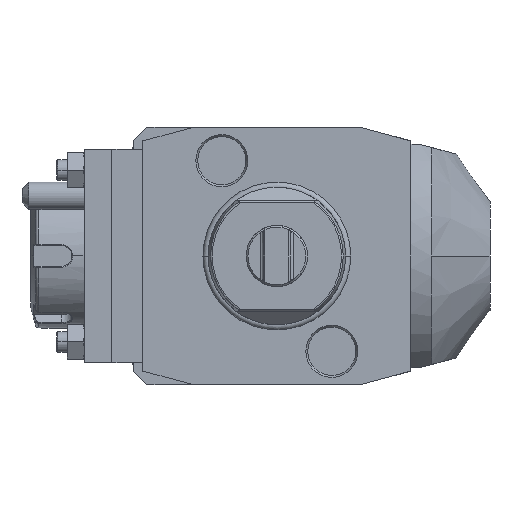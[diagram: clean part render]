
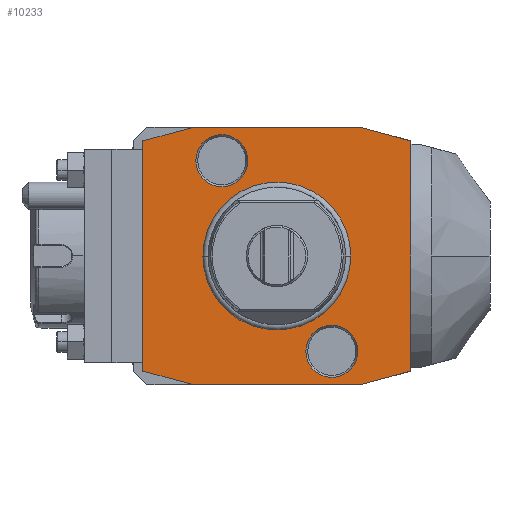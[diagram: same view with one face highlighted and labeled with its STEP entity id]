
A CAD part, front view. The second image highlights one B-rep face of the part: STEP entity #10233.
In plain terms, the highlighted planar face has unit normal (0, -1, 0).
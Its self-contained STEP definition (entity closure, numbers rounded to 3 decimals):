
#1=DIRECTION('',(-0.966,0.,0.259));
#2=VECTOR('',#1,15.529);
#3=CARTESIAN_POINT('',(39.,0.,33.481));
#4=LINE('',#3,#2);
#5=DIRECTION('',(0.,0.,1.));
#6=VECTOR('',#5,66.962);
#7=CARTESIAN_POINT('',(39.,0.,-33.481));
#8=LINE('',#7,#6);
#9=DIRECTION('',(0.966,0.,0.259));
#10=VECTOR('',#9,15.529);
#11=CARTESIAN_POINT('',(24.,0.,-37.5));
#12=LINE('',#11,#10);
#13=DIRECTION('',(1.,0.,0.));
#14=VECTOR('',#13,48.);
#15=CARTESIAN_POINT('',(-24.,0.,-37.5));
#16=LINE('',#15,#14);
#17=DIRECTION('',(0.966,0.,-0.259));
#18=VECTOR('',#17,15.529);
#19=CARTESIAN_POINT('',(-39.,0.,-33.481));
#20=LINE('',#19,#18);
#21=DIRECTION('',(0.,0.,-1.));
#22=VECTOR('',#21,66.962);
#23=CARTESIAN_POINT('',(-39.,0.,33.481));
#24=LINE('',#23,#22);
#25=DIRECTION('',(-0.966,0.,-0.259));
#26=VECTOR('',#25,15.529);
#27=CARTESIAN_POINT('',(-24.,0.,37.5));
#28=LINE('',#27,#26);
#29=DIRECTION('',(-1.,0.,0.));
#30=VECTOR('',#29,48.);
#31=CARTESIAN_POINT('',(24.,0.,37.5));
#32=LINE('',#31,#30);
#33=CARTESIAN_POINT('',(-16.,0.,27.713));
#34=DIRECTION('',(0.,1.,0.));
#35=DIRECTION('',(1.,0.,0.));
#36=AXIS2_PLACEMENT_3D('',#33,#34,#35);
#38=CARTESIAN_POINT('',(-16.,0.,27.713));
#39=DIRECTION('',(0.,1.,0.));
#40=DIRECTION('',(-1.,0.,0.));
#41=AXIS2_PLACEMENT_3D('',#38,#39,#40);
#43=CARTESIAN_POINT('',(16.,0.,-27.713));
#44=DIRECTION('',(0.,1.,0.));
#45=DIRECTION('',(1.,0.,0.));
#46=AXIS2_PLACEMENT_3D('',#43,#44,#45);
#48=CARTESIAN_POINT('',(16.,0.,-27.713));
#49=DIRECTION('',(0.,1.,0.));
#50=DIRECTION('',(-1.,0.,0.));
#51=AXIS2_PLACEMENT_3D('',#48,#49,#50);
#6619=CARTESIAN_POINT('',(0.,0.,0.));
#6620=DIRECTION('',(0.,-1.,0.));
#6621=DIRECTION('',(1.,0.,0.));
#6622=AXIS2_PLACEMENT_3D('',#6619,#6620,#6621);
#6624=CARTESIAN_POINT('',(0.,0.,0.));
#6625=DIRECTION('',(0.,-1.,0.));
#6626=DIRECTION('',(-1.,0.,0.));
#6627=AXIS2_PLACEMENT_3D('',#6624,#6625,#6626);
#9161=CARTESIAN_POINT('',(-8.423,0.,
27.713));
#9162=CARTESIAN_POINT('',(-23.577,0.,
27.713));
#9163=VERTEX_POINT('',#9161);
#9164=VERTEX_POINT('',#9162);
#9293=CARTESIAN_POINT('',(23.577,0.,
-27.713));
#9294=CARTESIAN_POINT('',(8.423,0.,
-27.713));
#9295=VERTEX_POINT('',#9293);
#9296=VERTEX_POINT('',#9294);
#10016=CARTESIAN_POINT('',(39.,0.,33.481));
#10017=CARTESIAN_POINT('',(24.,0.,37.5));
#10018=VERTEX_POINT('',#10016);
#10019=VERTEX_POINT('',#10017);
#10020=CARTESIAN_POINT('',(-24.,0.,37.5));
#10021=VERTEX_POINT('',#10020);
#10022=CARTESIAN_POINT('',(-39.,0.,33.481));
#10023=VERTEX_POINT('',#10022);
#10024=CARTESIAN_POINT('',(-39.,0.,-33.481));
#10025=VERTEX_POINT('',#10024);
#10026=CARTESIAN_POINT('',(-24.,0.,-37.5));
#10027=VERTEX_POINT('',#10026);
#10028=CARTESIAN_POINT('',(24.,0.,-37.5));
#10029=VERTEX_POINT('',#10028);
#10030=CARTESIAN_POINT('',(39.,0.,-33.481));
#10031=VERTEX_POINT('',#10030);
#10068=CARTESIAN_POINT('',(21.137,0.,0.));
#10069=CARTESIAN_POINT('',(-21.137,0.,0.));
#10070=VERTEX_POINT('',#10068);
#10071=VERTEX_POINT('',#10069);
#10192=CARTESIAN_POINT('',(0.,0.,0.));
#10193=DIRECTION('',(0.,-1.,0.));
#10194=DIRECTION('',(-1.,0.,0.));
#10195=AXIS2_PLACEMENT_3D('',#10192,#10193,#10194);
#10196=PLANE('',#10195);
#10198=ORIENTED_EDGE('',*,*,#10197,.F.);
#10200=ORIENTED_EDGE('',*,*,#10199,.F.);
#10202=ORIENTED_EDGE('',*,*,#10201,.F.);
#10204=ORIENTED_EDGE('',*,*,#10203,.F.);
#10206=ORIENTED_EDGE('',*,*,#10205,.F.);
#10208=ORIENTED_EDGE('',*,*,#10207,.F.);
#10210=ORIENTED_EDGE('',*,*,#10209,.F.);
#10212=ORIENTED_EDGE('',*,*,#10211,.F.);
#10213=EDGE_LOOP('',(#10198,#10200,#10202,#10204,#10206,#10208,#10210,#10212));
#10214=FACE_OUTER_BOUND('',#10213,.F.);
#10216=ORIENTED_EDGE('',*,*,#10215,.T.);
#10218=ORIENTED_EDGE('',*,*,#10217,.T.);
#10219=EDGE_LOOP('',(#10216,#10218));
#10220=FACE_BOUND('',#10219,.F.);
#10222=ORIENTED_EDGE('',*,*,#10221,.F.);
#10224=ORIENTED_EDGE('',*,*,#10223,.F.);
#10225=EDGE_LOOP('',(#10222,#10224));
#10226=FACE_BOUND('',#10225,.F.);
#10228=ORIENTED_EDGE('',*,*,#10227,.F.);
#10230=ORIENTED_EDGE('',*,*,#10229,.F.);
#10231=EDGE_LOOP('',(#10228,#10230));
#10232=FACE_BOUND('',#10231,.F.);
#37=CIRCLE('',#36,7.577);
#42=CIRCLE('',#41,7.577);
#47=CIRCLE('',#46,7.577);
#52=CIRCLE('',#51,7.577);
#6623=CIRCLE('',#6622,21.137);
#6628=CIRCLE('',#6627,21.137);
#10197=EDGE_CURVE('',#10018,#10019,#4,.T.);
#10199=EDGE_CURVE('',#10031,#10018,#8,.T.);
#10201=EDGE_CURVE('',#10029,#10031,#12,.T.);
#10203=EDGE_CURVE('',#10027,#10029,#16,.T.);
#10205=EDGE_CURVE('',#10025,#10027,#20,.T.);
#10207=EDGE_CURVE('',#10023,#10025,#24,.T.);
#10209=EDGE_CURVE('',#10021,#10023,#28,.T.);
#10211=EDGE_CURVE('',#10019,#10021,#32,.T.);
#10215=EDGE_CURVE('',#10070,#10071,#6623,.T.);
#10217=EDGE_CURVE('',#10071,#10070,#6628,.T.);
#10221=EDGE_CURVE('',#9163,#9164,#37,.T.);
#10223=EDGE_CURVE('',#9164,#9163,#42,.T.);
#10227=EDGE_CURVE('',#9295,#9296,#47,.T.);
#10229=EDGE_CURVE('',#9296,#9295,#52,.T.);
#10233=ADVANCED_FACE('',(#10214,#10220,#10226,#10232),#10196,.T.);
